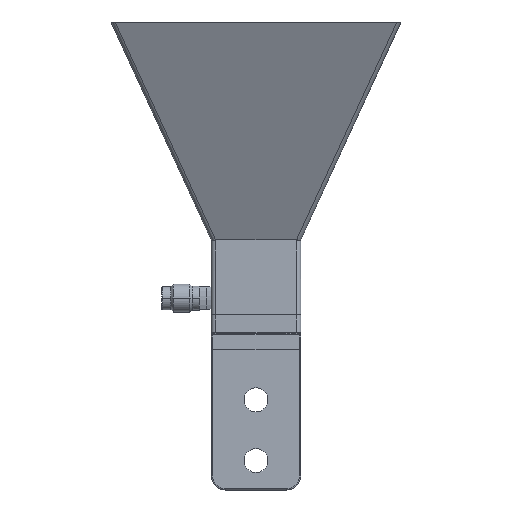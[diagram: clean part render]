
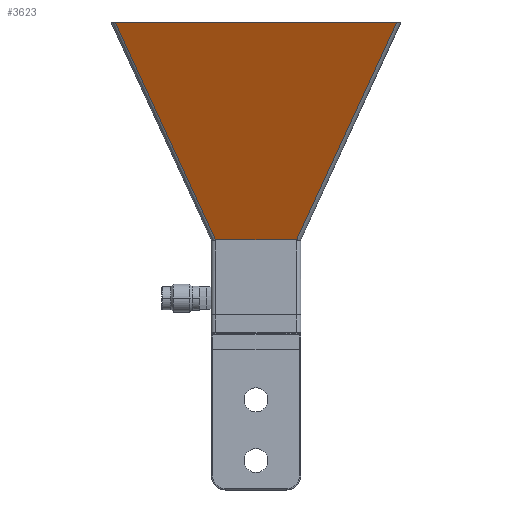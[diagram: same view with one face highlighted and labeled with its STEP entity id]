
A CAD part, front view. The second image highlights one B-rep face of the part: STEP entity #3623.
In plain terms, the highlighted planar face has unit normal (0, -0.909, -0.418).
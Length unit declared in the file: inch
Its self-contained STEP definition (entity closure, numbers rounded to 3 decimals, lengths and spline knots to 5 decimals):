
#70 = CARTESIAN_POINT ( 'NONE',  ( 1.18587, -1.22165, 2.17848 ) ) ;
#316 = VECTOR ( 'NONE', #10636, 39.37008 ) ;
#529 = CARTESIAN_POINT ( 'NONE',  ( 0.33845, -0.37782, 0.34263 ) ) ;
#1488 = EDGE_CURVE ( 'NONE', #5074, #5123, #9938, .T. ) ;
#1770 = DIRECTION ( 'NONE',  ( 1., 0., 0. ) ) ;
#1833 = CARTESIAN_POINT ( 'NONE',  ( 0., -0.71048, 1.06638 ) ) ;
#2236 = ORIENTED_EDGE ( 'NONE', *, *, #12545, .T. ) ;
#2393 =( BOUNDED_CURVE ( )  B_SPLINE_CURVE ( 3, ( #9562, #4602, #8588, #3609 ),
 .UNSPECIFIED., .F., .F. ) 
 B_SPLINE_CURVE_WITH_KNOTS ( ( 4, 4 ),
 ( 3.05394, 3.14159 ),
 .UNSPECIFIED. ) 
 CURVE ( )  GEOMETRIC_REPRESENTATION_ITEM ( )  RATIONAL_B_SPLINE_CURVE ( ( 1., 0.999, 0.999, 1. ) ) 
 REPRESENTATION_ITEM ( '' )  );
#2571 = DIRECTION ( 'NONE',  ( 0., 0.909, 0.418 ) ) ;
#2970 = ORIENTED_EDGE ( 'NONE', *, *, #6195, .T. ) ;
#3396 = CARTESIAN_POINT ( 'NONE',  ( 0.33845, -0.37782, 0.34263 ) ) ;
#3484 = CARTESIAN_POINT ( 'NONE',  ( 0.57451, -0.61028, 0.84838 ) ) ;
#3609 = CARTESIAN_POINT ( 'NONE',  ( -0.33845, -0.37782, 0.34263 ) ) ;
#3623 = ADVANCED_FACE ( 'NONE', ( #5710 ), #7601, .F. ) ;
#3839 = DIRECTION ( 'NONE',  ( 1., 0., 0. ) ) ;
#4055 = DIRECTION ( 'NONE',  ( 0.385, 0.385, -0.838 ) ) ;
#4412 = ORIENTED_EDGE ( 'NONE', *, *, #1488, .T. ) ;
#4602 = CARTESIAN_POINT ( 'NONE',  ( -0.34075, -0.37777, 0.34253 ) ) ;
#4854 = AXIS2_PLACEMENT_3D ( 'NONE', #1833, #2571, #1770 ) ;
#4912 = CARTESIAN_POINT ( 'NONE',  ( -0.57451, -0.61028, 0.84838 ) ) ;
#5035 = VERTEX_POINT ( 'NONE', #70 ) ;
#5074 = VERTEX_POINT ( 'NONE', #8901 ) ;
#5110 = CARTESIAN_POINT ( 'NONE',  ( -0.3419, -0.37767, 0.34231 ) ) ;
#5123 = VERTEX_POINT ( 'NONE', #5110 ) ;
#5710 = FACE_OUTER_BOUND ( 'NONE', #9761, .T. ) ;
#6195 = EDGE_CURVE ( 'NONE', #11024, #6441, #10751, .T. ) ;
#6441 = VERTEX_POINT ( 'NONE', #529 ) ;
#6669 = CARTESIAN_POINT ( 'NONE',  ( 0., -1.22165, 2.17848 ) ) ;
#6712 = CARTESIAN_POINT ( 'NONE',  ( -0.33845, -0.37782, 0.34263 ) ) ;
#6820 = CARTESIAN_POINT ( 'NONE',  ( 0., -0.37782, 0.34263 ) ) ;
#7078 = VECTOR ( 'NONE', #3839, 39.37008 ) ;
#7395 = CARTESIAN_POINT ( 'NONE',  ( 0.3419, -0.37767, 0.34231 ) ) ;
#7601 = PLANE ( 'NONE',  #4854 ) ;
#7746 =( BOUNDED_CURVE ( )  B_SPLINE_CURVE ( 3, ( #3396, #12493, #11521, #7395 ),
 .UNSPECIFIED., .F., .F. ) 
 B_SPLINE_CURVE_WITH_KNOTS ( ( 4, 4 ),
 ( 3.14159, 3.22925 ),
 .UNSPECIFIED. ) 
 CURVE ( )  GEOMETRIC_REPRESENTATION_ITEM ( )  RATIONAL_B_SPLINE_CURVE ( ( 1., 0.999, 0.999, 1. ) ) 
 REPRESENTATION_ITEM ( '' )  );
#8416 = ORIENTED_EDGE ( 'NONE', *, *, #10110, .T. ) ;
#8525 = LINE ( 'NONE', #3484, #8742 ) ;
#8588 = CARTESIAN_POINT ( 'NONE',  ( -0.3396, -0.37782, 0.34263 ) ) ;
#8742 = VECTOR ( 'NONE', #11665, 39.37008 ) ;
#8901 = CARTESIAN_POINT ( 'NONE',  ( -1.18587, -1.22165, 2.17848 ) ) ;
#9317 = CARTESIAN_POINT ( 'NONE',  ( 0.3419, -0.37767, 0.34231 ) ) ;
#9562 = CARTESIAN_POINT ( 'NONE',  ( -0.3419, -0.37767, 0.34231 ) ) ;
#9715 = EDGE_CURVE ( 'NONE', #5123, #11024, #2393, .T. ) ;
#9761 = EDGE_LOOP ( 'NONE', ( #10231, #4412, #11309, #2970, #8416, #2236 ) ) ;
#9938 = LINE ( 'NONE', #4912, #10212 ) ;
#10110 = EDGE_CURVE ( 'NONE', #6441, #10879, #7746, .T. ) ;
#10212 = VECTOR ( 'NONE', #4055, 39.37008 ) ;
#10231 = ORIENTED_EDGE ( 'NONE', *, *, #10587, .F. ) ;
#10587 = EDGE_CURVE ( 'NONE', #5074, #5035, #11758, .T. ) ;
#10636 = DIRECTION ( 'NONE',  ( 1., 0., 0. ) ) ;
#10751 = LINE ( 'NONE', #6820, #316 ) ;
#10879 = VERTEX_POINT ( 'NONE', #9317 ) ;
#11024 = VERTEX_POINT ( 'NONE', #6712 ) ;
#11309 = ORIENTED_EDGE ( 'NONE', *, *, #9715, .T. ) ;
#11521 = CARTESIAN_POINT ( 'NONE',  ( 0.34075, -0.37777, 0.34253 ) ) ;
#11665 = DIRECTION ( 'NONE',  ( 0.385, -0.385, 0.838 ) ) ;
#11758 = LINE ( 'NONE', #6669, #7078 ) ;
#12493 = CARTESIAN_POINT ( 'NONE',  ( 0.3396, -0.37782, 0.34263 ) ) ;
#12545 = EDGE_CURVE ( 'NONE', #10879, #5035, #8525, .T. ) ;
